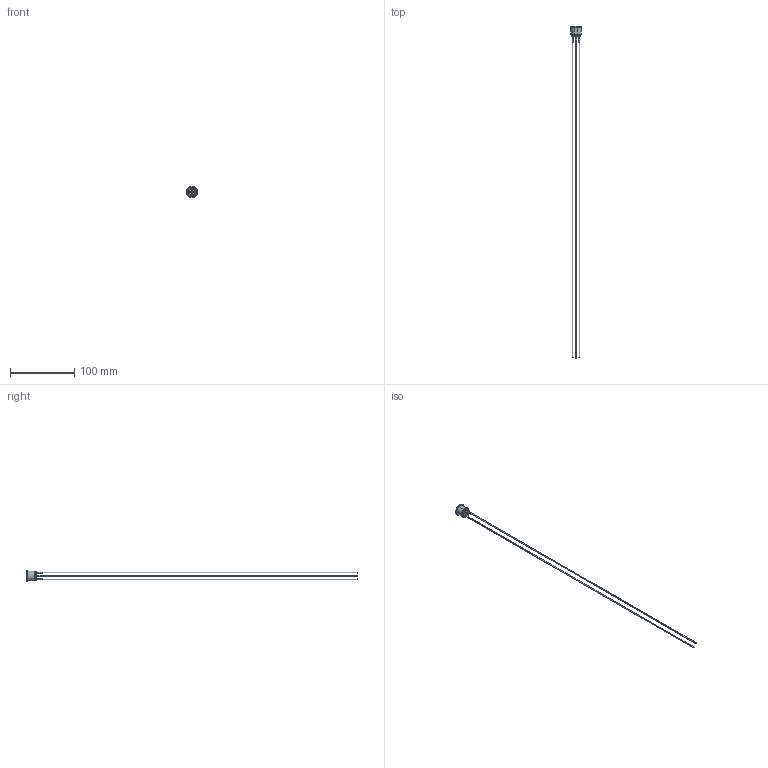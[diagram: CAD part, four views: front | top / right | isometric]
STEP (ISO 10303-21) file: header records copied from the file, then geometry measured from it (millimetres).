
FILE_DESCRIPTION(/* description */ (''),/* implementation_level */ '2;1');
FILE_NAME(/* name */ 'PVA6REW4xx1.stp',/* time_stamp */ '2018-08-10T10:08:08-05:00',/* author */ ('mroman'),/* organization */ (''),/* preprocessor_version */ 'ST-DEVELOPER v17',/* originating_system */ 'Autodesk Inventor 2018',/* authorisation */ '');
FILE_SCHEMA (('AUTOMOTIVE_DESIGN { 1 0 10303 214 3 1 1 }'));
Length unit declared in the file: millimetre
Products named in the file (1): PVA6REW4xx1
Bounding box: 18.5 x 515.89 x 18.5 mm (x, y, z)
Volume: 6073.3 mm3; surface area: 10270.3 mm2
Topology: 1 solids, 1 shells, 305 faces, 744 edges, 458 vertices
Faces by surface type: cylinder 119, plane 110, torus 40, bspline 28, sphere 7, cone 1
Full cylindrical faces by diameter (mm): 1.4 x4, 1.56 x4, 14.418 x2, 18.5 x1
Entity records: 9403 total; most frequent: CARTESIAN_POINT 2127, DIRECTION 1578, ORIENTED_EDGE 1472, EDGE_CURVE 736, AXIS2_PLACEMENT_3D 593, VERTEX_POINT 458, LINE 392, VECTOR 392
